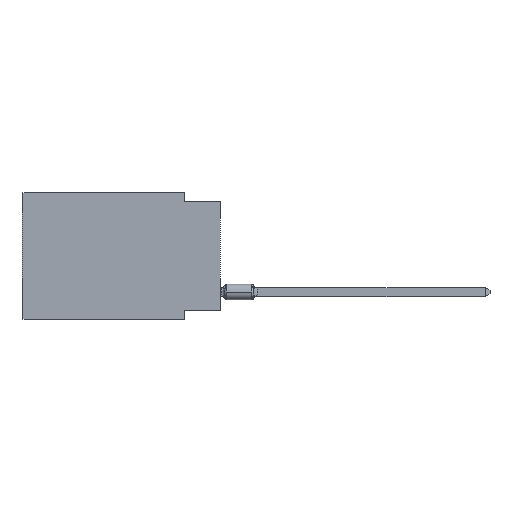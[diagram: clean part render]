
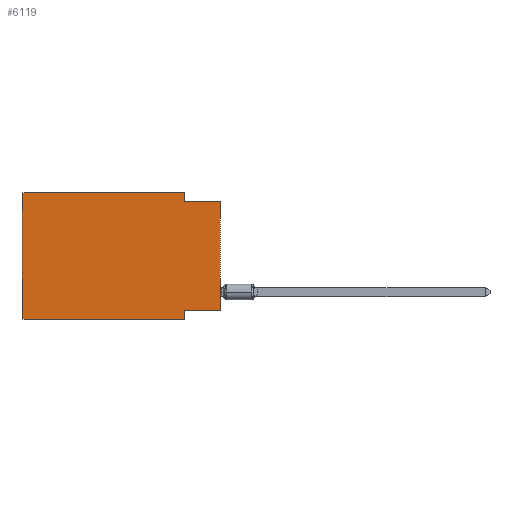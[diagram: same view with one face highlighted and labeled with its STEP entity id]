
A CAD part, left-side view. The second image highlights one B-rep face of the part: STEP entity #6119.
In plain terms, the highlighted planar face has unit normal (-1, 0, 0).
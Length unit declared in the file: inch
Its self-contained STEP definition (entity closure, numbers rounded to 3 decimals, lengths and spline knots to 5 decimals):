
#87 = VERTEX_POINT ( 'NONE', #10834 ) ;
#671 = LINE ( 'NONE', #1924, #9804 ) ;
#1216 = DIRECTION ( 'NONE',  ( 0., -1., 0. ) ) ;
#1669 = EDGE_CURVE ( 'NONE', #87, #1781, #14076, .T. ) ;
#1781 = VERTEX_POINT ( 'NONE', #10959 ) ;
#1924 = CARTESIAN_POINT ( 'NONE',  ( 0., 0., -0.025 ) ) ;
#2056 = EDGE_CURVE ( 'NONE', #87, #11851, #14057, .T. ) ;
#2135 = CARTESIAN_POINT ( 'NONE',  ( 0., 0.55, 0. ) ) ;
#2366 = DIRECTION ( 'NONE',  ( 1., 0., 0. ) ) ;
#2588 = VECTOR ( 'NONE', #5439, 39.37008 ) ;
#2598 = CARTESIAN_POINT ( 'NONE',  ( 0., 0.1, -0.35 ) ) ;
#2622 = ORIENTED_EDGE ( 'NONE', *, *, #9579, .F. ) ;
#2791 = VERTEX_POINT ( 'NONE', #7220 ) ;
#3047 = VECTOR ( 'NONE', #1216, 39.37008 ) ;
#3093 = DIRECTION ( 'NONE',  ( 0., -1., 0. ) ) ;
#3285 = VERTEX_POINT ( 'NONE', #14373 ) ;
#3298 = DIRECTION ( 'NONE',  ( 0., 0., 1. ) ) ;
#3365 = EDGE_CURVE ( 'NONE', #11851, #6886, #11693, .T. ) ;
#3409 = AXIS2_PLACEMENT_3D ( 'NONE', #9208, #2366, #10361 ) ;
#3547 = CARTESIAN_POINT ( 'NONE',  ( 0., 0.55, 0. ) ) ;
#3602 = CARTESIAN_POINT ( 'NONE',  ( 0., 0.1, -0.025 ) ) ;
#3630 = DIRECTION ( 'NONE',  ( 0., -1., 0. ) ) ;
#3831 = ORIENTED_EDGE ( 'NONE', *, *, #2056, .F. ) ;
#5325 = VECTOR ( 'NONE', #10231, 39.37008 ) ;
#5439 = DIRECTION ( 'NONE',  ( 0., 0., -1. ) ) ;
#5893 = VECTOR ( 'NONE', #3630, 39.37008 ) ;
#6119 = ADVANCED_FACE ( 'NONE', ( #8757 ), #6898, .F. ) ;
#6533 = EDGE_CURVE ( 'NONE', #9595, #1781, #671, .T. ) ;
#6886 = VERTEX_POINT ( 'NONE', #2598 ) ;
#6898 = PLANE ( 'NONE',  #3409 ) ;
#7119 = ORIENTED_EDGE ( 'NONE', *, *, #6533, .F. ) ;
#7220 = CARTESIAN_POINT ( 'NONE',  ( 0., 0.55, -0.35 ) ) ;
#7228 = CARTESIAN_POINT ( 'NONE',  ( 0., 0.1, -0.325 ) ) ;
#7603 = ORIENTED_EDGE ( 'NONE', *, *, #11258, .F. ) ;
#8178 = EDGE_CURVE ( 'NONE', #10619, #9595, #12898, .T. ) ;
#8213 = ORIENTED_EDGE ( 'NONE', *, *, #8178, .F. ) ;
#8757 = FACE_OUTER_BOUND ( 'NONE', #11757, .T. ) ;
#8766 = DIRECTION ( 'NONE',  ( 0., 0., -1. ) ) ;
#9208 = CARTESIAN_POINT ( 'NONE',  ( 0., 0.55, 0. ) ) ;
#9579 = EDGE_CURVE ( 'NONE', #3285, #10619, #14800, .T. ) ;
#9595 = VERTEX_POINT ( 'NONE', #3602 ) ;
#9620 = VECTOR ( 'NONE', #9866, 39.37008 ) ;
#9804 = VECTOR ( 'NONE', #3093, 39.37008 ) ;
#9815 = VECTOR ( 'NONE', #3298, 39.37008 ) ;
#9866 = DIRECTION ( 'NONE',  ( 0., 0., 1. ) ) ;
#9945 = CARTESIAN_POINT ( 'NONE',  ( 0., 0.1, 0. ) ) ;
#10129 = CARTESIAN_POINT ( 'NONE',  ( 0., 0.1, 0. ) ) ;
#10231 = DIRECTION ( 'NONE',  ( 0., 1., 0. ) ) ;
#10361 = DIRECTION ( 'NONE',  ( 0., 0., -1. ) ) ;
#10619 = VERTEX_POINT ( 'NONE', #10129 ) ;
#10634 = ORIENTED_EDGE ( 'NONE', *, *, #3365, .F. ) ;
#10834 = CARTESIAN_POINT ( 'NONE',  ( 0., 0., -0.325 ) ) ;
#10959 = CARTESIAN_POINT ( 'NONE',  ( 0., 0., -0.025 ) ) ;
#11151 = CARTESIAN_POINT ( 'NONE',  ( 0., 0.1, -0.35 ) ) ;
#11258 = EDGE_CURVE ( 'NONE', #2791, #3285, #12841, .T. ) ;
#11489 = ORIENTED_EDGE ( 'NONE', *, *, #13674, .T. ) ;
#11600 = CARTESIAN_POINT ( 'NONE',  ( 0., 0.55, -0.35 ) ) ;
#11693 = LINE ( 'NONE', #11151, #2588 ) ;
#11757 = EDGE_LOOP ( 'NONE', ( #12110, #7119, #8213, #2622, #7603, #11489, #10634, #3831 ) ) ;
#11851 = VERTEX_POINT ( 'NONE', #7228 ) ;
#12110 = ORIENTED_EDGE ( 'NONE', *, *, #1669, .T. ) ;
#12841 = LINE ( 'NONE', #2135, #9815 ) ;
#12898 = LINE ( 'NONE', #9945, #13276 ) ;
#13276 = VECTOR ( 'NONE', #8766, 39.37008 ) ;
#13645 = CARTESIAN_POINT ( 'NONE',  ( 0., 0., -0.325 ) ) ;
#13674 = EDGE_CURVE ( 'NONE', #2791, #6886, #14649, .T. ) ;
#14057 = LINE ( 'NONE', #13645, #5325 ) ;
#14076 = LINE ( 'NONE', #14390, #9620 ) ;
#14373 = CARTESIAN_POINT ( 'NONE',  ( 0., 0.55, 0. ) ) ;
#14390 = CARTESIAN_POINT ( 'NONE',  ( 0., 0., 0. ) ) ;
#14649 = LINE ( 'NONE', #11600, #5893 ) ;
#14800 = LINE ( 'NONE', #3547, #3047 ) ;
